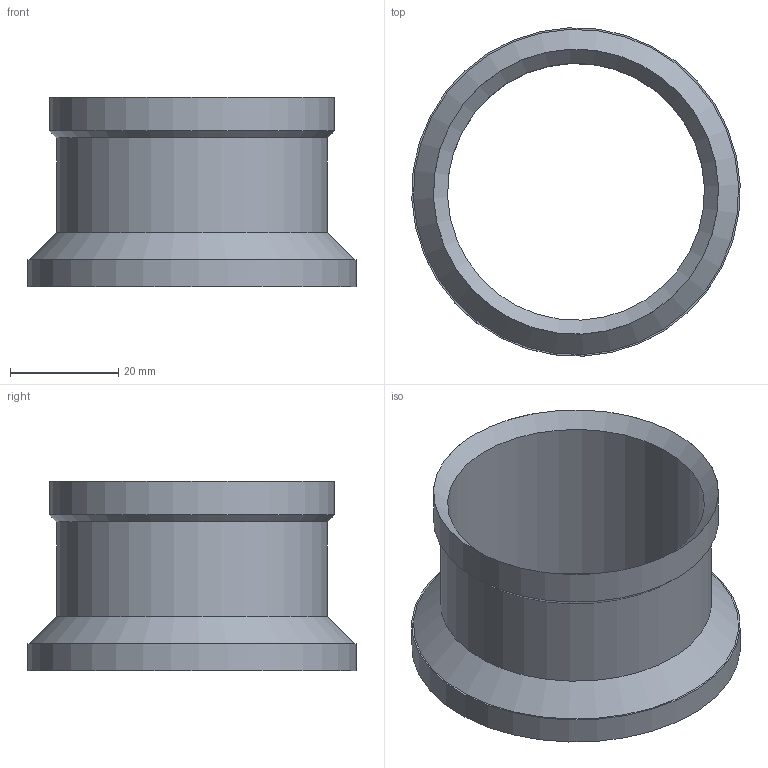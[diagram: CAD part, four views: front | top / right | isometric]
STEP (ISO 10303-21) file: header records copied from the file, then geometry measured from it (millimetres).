
FILE_DESCRIPTION(('FreeCAD Model'),'2;1');
FILE_NAME('Open CASCADE Shape Model','2024-12-11T22:23:18',(''),(''), 'Open CASCADE STEP processor 7.7','FreeCAD','Unknown');
FILE_SCHEMA(('AUTOMOTIVE_DESIGN { 1 0 10303 214 1 1 1 1 }'));
Length unit declared in the file: millimetre
Products named in the file (1): Hose Adapter
Bounding box: 60.54 x 60.54 x 35 mm (x, y, z)
Volume: 13507.2 mm3; surface area: 13647.4 mm2
Topology: 1 solids, 1 shells, 35 faces, 54 edges, 35 vertices
Faces by surface type: plane 16, cylinder 16, cone 3
Full cylindrical faces by diameter (mm): 5.2 x12, 47.4 x1, 50 x1, 52.6 x1, 60.6 x1
Entity records: 824 total; most frequent: DIRECTION 160, CARTESIAN_POINT 126, ORIENTED_EDGE 108, AXIS2_PLACEMENT_3D 71, EDGE_CURVE 54, FACE_BOUND 51, EDGE_LOOP 51, ADVANCED_FACE 35
